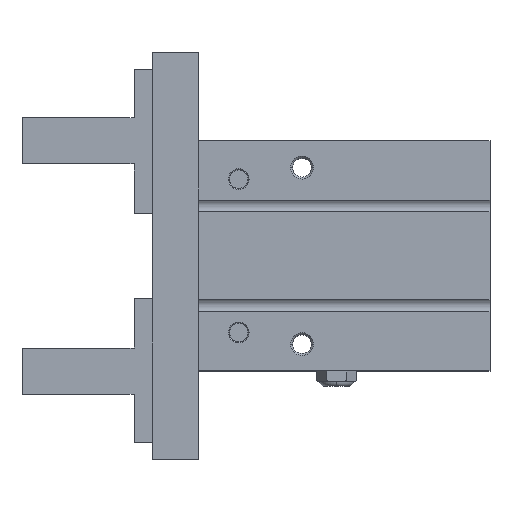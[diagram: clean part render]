
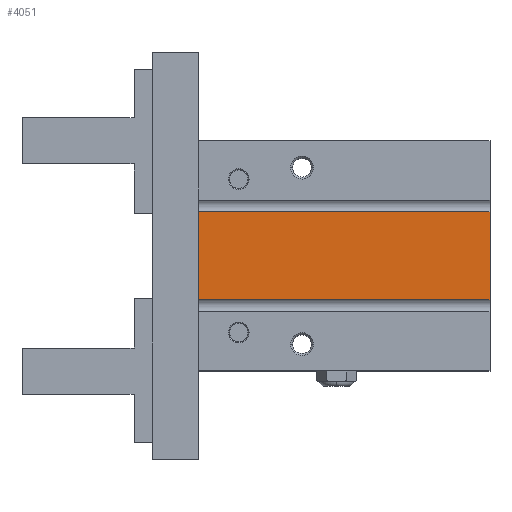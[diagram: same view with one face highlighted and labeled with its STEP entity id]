
A CAD part, top view. The second image highlights one B-rep face of the part: STEP entity #4051.
In plain terms, the highlighted planar face has unit normal (0, 0, 1).
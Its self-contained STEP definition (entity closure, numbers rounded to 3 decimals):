
#333 = ORIENTED_EDGE ( 'NONE', *, *, #3052, .T. ) ;
#474 = DIRECTION ( 'NONE',  ( 0., -1., 0. ) ) ;
#492 = LINE ( 'NONE', #6931, #5221 ) ;
#649 = CARTESIAN_POINT ( 'NONE',  ( 0., -11.45, 19.7 ) ) ;
#836 = CARTESIAN_POINT ( 'NONE',  ( 0., 11.45, 19.7 ) ) ;
#944 = CARTESIAN_POINT ( 'NONE',  ( -76., -11.45, 19.7 ) ) ;
#1015 = LINE ( 'NONE', #3343, #5947 ) ;
#1371 = ORIENTED_EDGE ( 'NONE', *, *, #4200, .F. ) ;
#1902 = VERTEX_POINT ( 'NONE', #944 ) ;
#2369 = CARTESIAN_POINT ( 'NONE',  ( -76., 11.45, 19.7 ) ) ;
#3052 = EDGE_CURVE ( 'NONE', #1902, #4111, #4860, .T. ) ;
#3155 = VECTOR ( 'NONE', #3819, 1000. ) ;
#3343 = CARTESIAN_POINT ( 'NONE',  ( -76., 11.45, 19.7 ) ) ;
#3486 = PLANE ( 'NONE',  #4148 ) ;
#3795 = CARTESIAN_POINT ( 'NONE',  ( 0., 11.45, 19.7 ) ) ;
#3816 = LINE ( 'NONE', #836, #5546 ) ;
#3819 = DIRECTION ( 'NONE',  ( 1., 0., 0. ) ) ;
#4051 = ADVANCED_FACE ( 'NONE', ( #6763 ), #3486, .T. ) ;
#4111 = VERTEX_POINT ( 'NONE', #649 ) ;
#4115 = DIRECTION ( 'NONE',  ( 1., 0., 0. ) ) ;
#4141 = ORIENTED_EDGE ( 'NONE', *, *, #4850, .F. ) ;
#4148 = AXIS2_PLACEMENT_3D ( 'NONE', #6036, #7979, #4115 ) ;
#4200 = EDGE_CURVE ( 'NONE', #6985, #5246, #1015, .T. ) ;
#4692 = DIRECTION ( 'NONE',  ( 0., -1., 0. ) ) ;
#4850 = EDGE_CURVE ( 'NONE', #5246, #4111, #3816, .T. ) ;
#4860 = LINE ( 'NONE', #5089, #3155 ) ;
#5089 = CARTESIAN_POINT ( 'NONE',  ( -76., -11.45, 19.7 ) ) ;
#5170 = EDGE_LOOP ( 'NONE', ( #4141, #1371, #8075, #333 ) ) ;
#5183 = EDGE_CURVE ( 'NONE', #6985, #1902, #492, .T. ) ;
#5221 = VECTOR ( 'NONE', #474, 1000. ) ;
#5246 = VERTEX_POINT ( 'NONE', #3795 ) ;
#5546 = VECTOR ( 'NONE', #4692, 1000. ) ;
#5947 = VECTOR ( 'NONE', #7200, 1000. ) ;
#6036 = CARTESIAN_POINT ( 'NONE',  ( -76., 11.45, 19.7 ) ) ;
#6763 = FACE_OUTER_BOUND ( 'NONE', #5170, .T. ) ;
#6931 = CARTESIAN_POINT ( 'NONE',  ( -76., 11.45, 19.7 ) ) ;
#6985 = VERTEX_POINT ( 'NONE', #2369 ) ;
#7200 = DIRECTION ( 'NONE',  ( 1., 0., 0. ) ) ;
#7979 = DIRECTION ( 'NONE',  ( 0., 0., 1. ) ) ;
#8075 = ORIENTED_EDGE ( 'NONE', *, *, #5183, .T. ) ;
